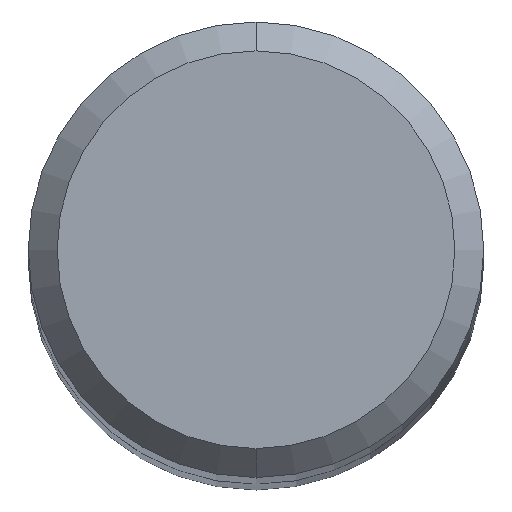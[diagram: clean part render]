
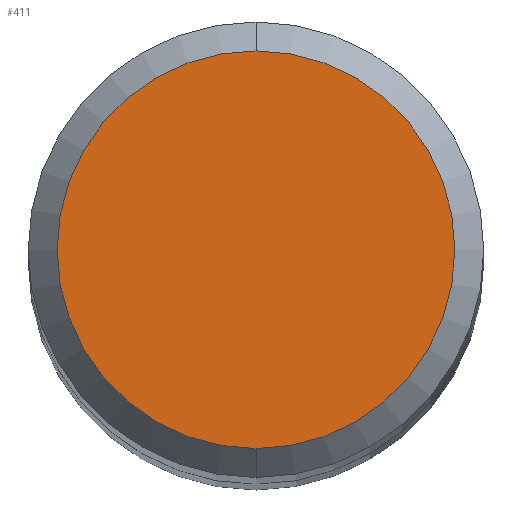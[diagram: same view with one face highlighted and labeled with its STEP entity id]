
A CAD part, top view. The second image highlights one B-rep face of the part: STEP entity #411.
In plain terms, the highlighted planar face has unit normal (0, 0, 1).
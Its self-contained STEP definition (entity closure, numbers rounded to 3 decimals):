
#347=EDGE_CURVE('',#355,#377,#639,.T.);
#355=VERTEX_POINT('',#647);
#377=VERTEX_POINT('',#670);
#389=EDGE_CURVE('',#377,#355,#683,.T.);
#411=ADVANCED_FACE('',(#710),#711,.T.);
#639=CIRCLE('',#1191,2.75);
#647=CARTESIAN_POINT('',(0.,-2.75,0.0));
#670=CARTESIAN_POINT('',(0.0,2.75,0.0));
#683=CIRCLE('',#1251,2.75);
#710=FACE_OUTER_BOUND('',#1278,.T.);
#711=PLANE('',#1279);
#1191=AXIS2_PLACEMENT_3D('',#1520,#1521,#1522);
#1251=AXIS2_PLACEMENT_3D('',#1554,#1555,#1556);
#1278=EDGE_LOOP('',(#1613,#1614));
#1279=AXIS2_PLACEMENT_3D('',#1615,#1616,#1617);
#1520=CARTESIAN_POINT('',(0.0,0.0,0.0));
#1521=DIRECTION('',(0.0,0.0,-1.0));
#1522=DIRECTION('',(0.0,1.0,0.0));
#1554=CARTESIAN_POINT('',(0.0,0.0,0.0));
#1555=DIRECTION('',(0.0,0.0,-1.0));
#1556=DIRECTION('',(0.0,1.0,0.0));
#1613=ORIENTED_EDGE('',*,*,#389,.F.);
#1614=ORIENTED_EDGE('',*,*,#347,.F.);
#1615=CARTESIAN_POINT('',(0.0,1.375,0.0));
#1616=DIRECTION('',(-0.0,0.0,1.0));
#1617=DIRECTION('',(0.0,-1.0,0.0));
